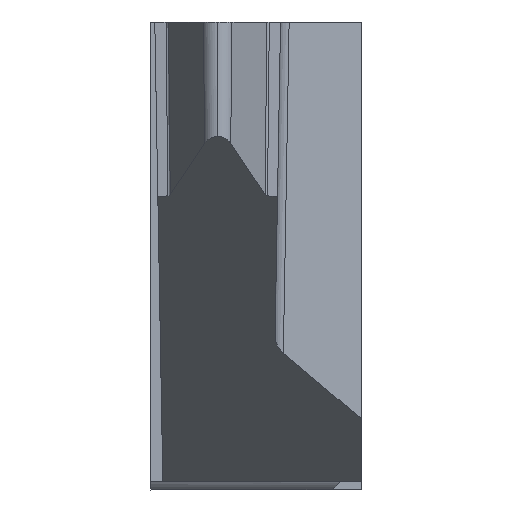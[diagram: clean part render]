
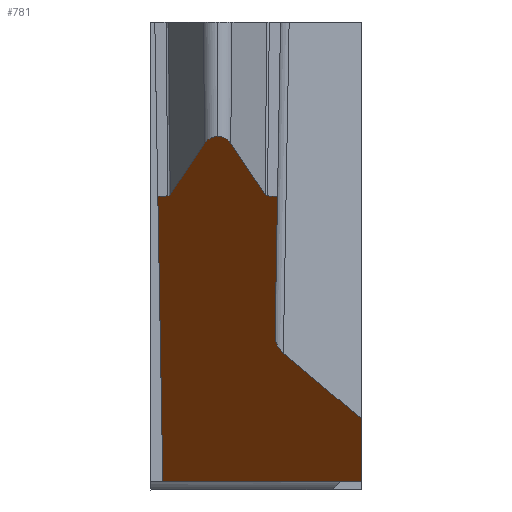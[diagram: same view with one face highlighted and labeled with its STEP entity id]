
A CAD part, front view. The second image highlights one B-rep face of the part: STEP entity #781.
In plain terms, the highlighted planar face has unit normal (0, -0.643, -0.766).
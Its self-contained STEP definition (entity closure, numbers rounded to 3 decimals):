
#96=CARTESIAN_POINT('',(3.6,5.788,-6.781));
#97=VERTEX_POINT('',#96);
#320=CARTESIAN_POINT('',(3.6,7.062,-7.85));
#321=VERTEX_POINT('',#320);
#332=CARTESIAN_POINT('',(3.6,5.788,-6.781));
#333=DIRECTION('',(0.,0.766,-0.643));
#334=VECTOR('',#333,1.664);
#335=LINE('',#332,#334);
#336=EDGE_CURVE('',#97,#321,#335,.T.);
#554=CARTESIAN_POINT('',(1.4,3.217,-4.624));
#555=DIRECTION('',(0.,0.643,0.766));
#556=DIRECTION('',(0.,-0.492,0.413));
#557=AXIS2_PLACEMENT_3D('',#554,#555,#556);
#558=PLANE('',#557);
#559=CARTESIAN_POINT('',(0.207,7.062,-7.85));
#560=DIRECTION('',(-0.011,-0.766,0.643));
#561=VECTOR('',#560,7.579);
#562=LINE('',#559,#561);
#563=CARTESIAN_POINT('',(0.207,7.062,-7.85));
#564=VERTEX_POINT('',#563);
#565=CARTESIAN_POINT('',(0.122,1.257,-2.979));
#566=VERTEX_POINT('',#565);
#567=EDGE_CURVE('',#564,#566,#562,.T.);
#568=ORIENTED_EDGE('Edge 1676',*,*,#567,.F.);
#577=CARTESIAN_POINT('',(0.293,1.25,-2.973));
#578=DIRECTION('',(-0.999,0.035,-0.03));
#579=VECTOR('',#578,0.171);
#580=LINE('',#577,#579);
#581=CARTESIAN_POINT('',(0.293,1.25,-2.973));
#582=VERTEX_POINT('',#581);
#583=EDGE_CURVE('',#582,#566,#580,.T.);
#584=ORIENTED_EDGE('Edge 619',*,*,#583,.T.);
#593=CARTESIAN_POINT('',(0.293,1.25,-2.973));
#594=CARTESIAN_POINT('',(0.31,1.25,-2.973));
#595=CARTESIAN_POINT('',(0.325,1.241,-2.965));
#596=CARTESIAN_POINT('',(0.334,1.225,-2.952));
#597=(BOUNDED_CURVE()B_SPLINE_CURVE(3,(#593,#594,#595,#596),.UNSPECIFIED.,.F.,.F.)B_SPLINE_CURVE_WITH_KNOTS((4,4),(0.,1.),.UNSPECIFIED.)CURVE()GEOMETRIC_REPRESENTATION_ITEM()RATIONAL_B_SPLINE_CURVE((1.,0.916,0.916,1.))REPRESENTATION_ITEM(''));
#598=CARTESIAN_POINT('',(0.334,1.225,-2.952));
#599=VERTEX_POINT('',#598);
#600=EDGE_CURVE('',#582,#599,#597,.T.);
#601=ORIENTED_EDGE('Edge 624',*,*,#600,.F.);
#610=CARTESIAN_POINT('',(0.921,0.177,-2.073));
#611=DIRECTION('',(-0.395,0.704,-0.591));
#612=VECTOR('',#611,1.489);
#613=LINE('',#610,#612);
#614=CARTESIAN_POINT('',(0.921,0.177,-2.073));
#615=VERTEX_POINT('',#614);
#616=EDGE_CURVE('',#615,#599,#613,.T.);
#617=ORIENTED_EDGE('Edge 629',*,*,#616,.T.);
#626=CARTESIAN_POINT('',(0.921,0.177,-2.073));
#627=CARTESIAN_POINT('',(0.969,0.093,-2.002));
#628=CARTESIAN_POINT('',(1.049,0.042,-1.959));
#629=CARTESIAN_POINT('',(1.145,0.035,-1.953));
#630=(BOUNDED_CURVE()B_SPLINE_CURVE(3,(#626,#627,#628,#629),.UNSPECIFIED.,.F.,.F.)B_SPLINE_CURVE_WITH_KNOTS((4,4),(0.,1.),.UNSPECIFIED.)CURVE()GEOMETRIC_REPRESENTATION_ITEM()RATIONAL_B_SPLINE_CURVE((1.,0.922,0.922,1.))REPRESENTATION_ITEM(''));
#631=CARTESIAN_POINT('',(1.145,0.035,-1.953));
#632=VERTEX_POINT('',#631);
#633=EDGE_CURVE('',#615,#632,#630,.T.);
#634=ORIENTED_EDGE('Edge 634',*,*,#633,.F.);
#643=CARTESIAN_POINT('',(1.145,0.035,-1.953));
#644=CARTESIAN_POINT('',(1.24,0.042,-1.959));
#645=CARTESIAN_POINT('',(1.321,0.093,-2.002));
#646=CARTESIAN_POINT('',(1.368,0.177,-2.073));
#647=(BOUNDED_CURVE()B_SPLINE_CURVE(3,(#643,#644,#645,#646),.UNSPECIFIED.,.F.,.F.)B_SPLINE_CURVE_WITH_KNOTS((4,4),(0.,1.),.UNSPECIFIED.)CURVE()GEOMETRIC_REPRESENTATION_ITEM()RATIONAL_B_SPLINE_CURVE((1.,0.922,0.922,1.))REPRESENTATION_ITEM(''));
#648=CARTESIAN_POINT('',(1.368,0.177,-2.073));
#649=VERTEX_POINT('',#648);
#650=EDGE_CURVE('',#632,#649,#647,.T.);
#651=ORIENTED_EDGE('Edge 639',*,*,#650,.F.);
#660=CARTESIAN_POINT('',(1.955,1.225,-2.952));
#661=DIRECTION('',(-0.395,-0.704,0.591));
#662=VECTOR('',#661,1.489);
#663=LINE('',#660,#662);
#664=CARTESIAN_POINT('',(1.955,1.225,-2.952));
#665=VERTEX_POINT('',#664);
#666=EDGE_CURVE('',#665,#649,#663,.T.);
#667=ORIENTED_EDGE('Edge 644',*,*,#666,.T.);
#676=CARTESIAN_POINT('',(1.955,1.225,-2.952));
#677=CARTESIAN_POINT('',(1.964,1.241,-2.965));
#678=CARTESIAN_POINT('',(1.979,1.25,-2.973));
#679=CARTESIAN_POINT('',(1.997,1.25,-2.973));
#680=(BOUNDED_CURVE()B_SPLINE_CURVE(3,(#676,#677,#678,#679),.UNSPECIFIED.,.F.,.F.)B_SPLINE_CURVE_WITH_KNOTS((4,4),(0.,1.),.UNSPECIFIED.)CURVE()GEOMETRIC_REPRESENTATION_ITEM()RATIONAL_B_SPLINE_CURVE((1.,0.916,0.916,1.))REPRESENTATION_ITEM(''));
#681=CARTESIAN_POINT('',(1.997,1.25,-2.973));
#682=VERTEX_POINT('',#681);
#683=EDGE_CURVE('',#665,#682,#680,.T.);
#684=ORIENTED_EDGE('Edge 649',*,*,#683,.F.);
#693=CARTESIAN_POINT('',(2.167,1.257,-2.979));
#694=DIRECTION('',(-0.999,-0.035,0.03));
#695=VECTOR('',#694,0.171);
#696=LINE('',#693,#695);
#697=CARTESIAN_POINT('',(2.167,1.257,-2.979));
#698=VERTEX_POINT('',#697);
#699=EDGE_CURVE('',#698,#682,#696,.T.);
#700=ORIENTED_EDGE('Edge 654',*,*,#699,.T.);
#709=CARTESIAN_POINT('',(2.167,1.257,-2.979));
#710=DIRECTION('',(-0.011,0.766,-0.643));
#711=VECTOR('',#710,3.72);
#712=LINE('',#709,#711);
#713=CARTESIAN_POINT('',(2.126,4.106,-5.37));
#714=VERTEX_POINT('',#713);
#715=EDGE_CURVE('',#698,#714,#712,.T.);
#716=ORIENTED_EDGE('Edge 659',*,*,#715,.F.);
#725=CARTESIAN_POINT('',(2.126,4.106,-5.37));
#726=CARTESIAN_POINT('',(2.124,4.239,-5.481));
#727=CARTESIAN_POINT('',(2.173,4.361,-5.584));
#728=CARTESIAN_POINT('',(2.267,4.455,-5.662));
#729=(BOUNDED_CURVE()B_SPLINE_CURVE(3,(#725,#726,#727,#728),.UNSPECIFIED.,.F.,.F.)B_SPLINE_CURVE_WITH_KNOTS((4,4),(0.,1.),.UNSPECIFIED.)CURVE()GEOMETRIC_REPRESENTATION_ITEM()RATIONAL_B_SPLINE_CURVE((1.,0.949,0.949,1.))REPRESENTATION_ITEM(''));
#730=CARTESIAN_POINT('',(2.267,4.455,-5.662));
#731=VERTEX_POINT('',#730);
#732=EDGE_CURVE('',#714,#731,#729,.T.);
#733=ORIENTED_EDGE('Edge 664',*,*,#732,.F.);
#742=CARTESIAN_POINT('',(2.267,4.455,-5.662));
#743=DIRECTION('',(0.608,0.608,-0.51));
#744=VECTOR('',#743,2.192);
#745=LINE('',#742,#744);
#746=EDGE_CURVE('',#731,#97,#745,.T.);
#747=ORIENTED_EDGE('Edge 669',*,*,#746,.F.);
#756=ORIENTED_EDGE('Edge 160',*,*,#336,.F.);
#765=CARTESIAN_POINT('',(0.207,7.062,-7.85));
#766=DIRECTION('',(1.,0.,0.));
#767=VECTOR('',#766,3.393);
#768=LINE('',#765,#767);
#769=EDGE_CURVE('',#564,#321,#768,.T.);
#770=ORIENTED_EDGE('Edge 679',*,*,#769,.T.);
#779=EDGE_LOOP('',(#770,#756,#747,#733,#716,#700,#684,#667,#651,#634,#617,#601,#584,#568));
#780=FACE_OUTER_BOUND('Loop 680',#779,.T.);
#781=ADVANCED_FACE('Face 681',(#780),#558,.F.);
